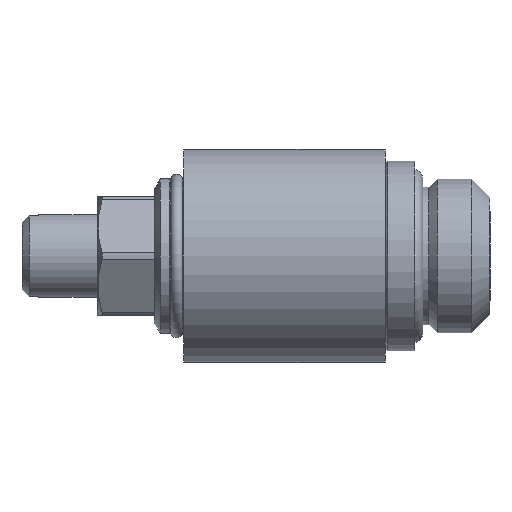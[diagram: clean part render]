
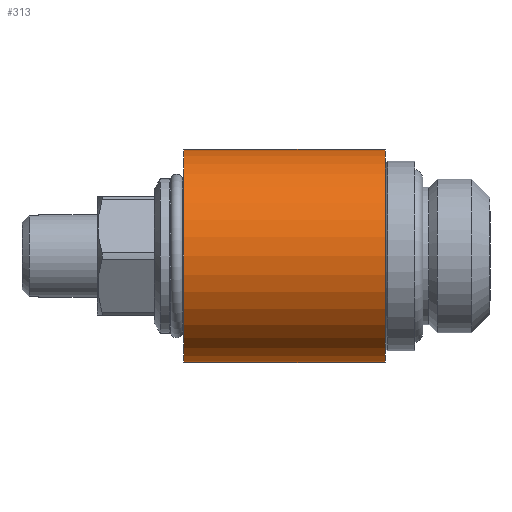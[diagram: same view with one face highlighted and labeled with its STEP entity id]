
A CAD part, left-side view. The second image highlights one B-rep face of the part: STEP entity #313.
In plain terms, the highlighted cylindrical face has radius 9 mm (diameter 18 mm), a full revolution.
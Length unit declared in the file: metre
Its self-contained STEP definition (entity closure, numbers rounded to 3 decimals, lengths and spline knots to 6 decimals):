
#313 = ADVANCED_FACE( 'NONE', ( #636, #637, #638 ), #639, .T. );
#636 = FACE_OUTER_BOUND( '', #1708, .T. );
#637 = FACE_OUTER_BOUND( '', #1709, .T. );
#638 = FACE_BOUND( '', #1710, .T. );
#639 = CYLINDRICAL_SURFACE( '', #1711, 0.009 );
#1708 = EDGE_LOOP( '', ( #2319 ) );
#1709 = EDGE_LOOP( '', ( #2320 ) );
#1710 = EDGE_LOOP( '', ( #2321, #2322 ) );
#1711 = AXIS2_PLACEMENT_3D( '', #2323, #2324, #2325 );
#2319 = ORIENTED_EDGE( '', *, *, #2490, .T. );
#2320 = ORIENTED_EDGE( '', *, *, #2520, .T. );
#2321 = ORIENTED_EDGE( '', *, *, #2362, .T. );
#2322 = ORIENTED_EDGE( '', *, *, #2518, .T. );
#2323 = CARTESIAN_POINT( '', ( 0., 0.032286, 0. ) );
#2324 = DIRECTION( '', ( 0., 1., 0. ) );
#2325 = DIRECTION( '', ( 0., 0., 1. ) );
#2362 = EDGE_CURVE( 'NONE', #2608, #2610, #2612, .T. );
#2490 = EDGE_CURVE( 'NONE', #2809, #2809, #2810, .T. );
#2518 = EDGE_CURVE( 'NONE', #2610, #2608, #2843, .T. );
#2520 = EDGE_CURVE( 'NONE', #2845, #2845, #2846, .T. );
#2608 = VERTEX_POINT( 'NONE', #3086 );
#2610 = VERTEX_POINT( 'NONE', #3094 );
#2612 = B_SPLINE_CURVE_WITH_KNOTS( '', 3, ( #3102, #3103, #3104, #3105, #3106, #3107, #3108, #3109, #3110, #3111, #3112, #3113, #3114, #3115, #3116, #3117, #3118, #3119, #3120, #3121, #3122, #3123, #3124, #3125, #3126, #3127 ), .UNSPECIFIED., .F., .F., ( 4, 1, 1, 1, 1, 1, 1, 1, 1, 1, 1, 1, 1, 1, 1, 1, 1, 1, 1, 1, 1, 1, 1, 4 ), ( 0., 0.016655, 0.032599, 0.047864, 0.062489, 0.093706, 0.124968, 0.186812, 0.249972, 0.31196, 0.374979, 0.438108, 0.499985, 0.563046, 0.624989, 0.686896, 0.749993, 0.811871, 0.875, 0.906497, 0.937494, 0.953422, 0.968754, 1. ), .UNSPECIFIED. );
#2809 = VERTEX_POINT( '', #3565 );
#2810 = CIRCLE( '', #3566, 0.009 );
#2843 = B_SPLINE_CURVE_WITH_KNOTS( '', 3, ( #3637, #3638, #3639, #3640, #3641, #3642, #3643, #3644, #3645, #3646, #3647, #3648, #3649, #3650, #3651, #3652, #3653, #3654, #3655, #3656, #3657, #3658, #3659, #3660, #3661, #3662 ), .UNSPECIFIED., .F., .F., ( 4, 1, 1, 1, 1, 1, 1, 1, 1, 1, 1, 1, 1, 1, 1, 1, 1, 1, 1, 1, 1, 1, 1, 4 ), ( 0., 0.016656, 0.032601, 0.047866, 0.062489, 0.093707, 0.124968, 0.186812, 0.249971, 0.311954, 0.374979, 0.438108, 0.499985, 0.563047, 0.624989, 0.686892, 0.749993, 0.81187, 0.875, 0.906498, 0.937494, 0.953423, 0.968754, 1. ), .UNSPECIFIED. );
#2845 = VERTEX_POINT( '', #3664 );
#2846 = CIRCLE( '', #3665, 0.009 );
#3086 = CARTESIAN_POINT( '', ( 0.007853, 0.016838, 0.004396 ) );
#3094 = CARTESIAN_POINT( '', ( 0.007856, 0.020573, -0.004392 ) );
#3102 = CARTESIAN_POINT( '', ( 0.007853, 0.016838, 0.004396 ) );
#3103 = CARTESIAN_POINT( '', ( 0.007837, 0.016918, 0.004425 ) );
#3104 = CARTESIAN_POINT( '', ( 0.007806, 0.017075, 0.00448 ) );
#3105 = CARTESIAN_POINT( '', ( 0.007765, 0.017309, 0.00455 ) );
#3106 = CARTESIAN_POINT( '', ( 0.00773, 0.017537, 0.004609 ) );
#3107 = CARTESIAN_POINT( '', ( 0.007692, 0.017845, 0.004672 ) );
#3108 = CARTESIAN_POINT( '', ( 0.00766, 0.018241, 0.004725 ) );
#3109 = CARTESIAN_POINT( '', ( 0.007644, 0.018886, 0.004751 ) );
#3110 = CARTESIAN_POINT( '', ( 0.007692, 0.019698, 0.004673 ) );
#3111 = CARTESIAN_POINT( '', ( 0.007852, 0.020622, 0.004404 ) );
#3112 = CARTESIAN_POINT( '', ( 0.00808, 0.021476, 0.003977 ) );
#3113 = CARTESIAN_POINT( '', ( 0.008343, 0.022224, 0.0034 ) );
#3114 = CARTESIAN_POINT( '', ( 0.0086, 0.022854, 0.002694 ) );
#3115 = CARTESIAN_POINT( '', ( 0.00882, 0.023332, 0.001865 ) );
#3116 = CARTESIAN_POINT( '', ( 0.008967, 0.023636, 0.000948 ) );
#3117 = CARTESIAN_POINT( '', ( 0.009018, 0.023734, -0.000024 ) );
#3118 = CARTESIAN_POINT( '', ( 0.008962, 0.023626, -0.000995 ) );
#3119 = CARTESIAN_POINT( '', ( 0.00881, 0.023312, -0.001908 ) );
#3120 = CARTESIAN_POINT( '', ( 0.008588, 0.022826, -0.002732 ) );
#3121 = CARTESIAN_POINT( '', ( 0.008373, 0.022296, -0.003315 ) );
#3122 = CARTESIAN_POINT( '', ( 0.008199, 0.021813, -0.003717 ) );
#3123 = CARTESIAN_POINT( '', ( 0.008094, 0.021488, -0.003938 ) );
#3124 = CARTESIAN_POINT( '', ( 0.008014, 0.021218, -0.004096 ) );
#3125 = CARTESIAN_POINT( '', ( 0.007938, 0.020939, -0.004242 ) );
#3126 = CARTESIAN_POINT( '', ( 0.007889, 0.02072, -0.004332 ) );
#3127 = CARTESIAN_POINT( '', ( 0.007856, 0.020573, -0.004392 ) );
#3565 = CARTESIAN_POINT( '', ( 0., 0.0092, 0.009 ) );
#3566 = AXIS2_PLACEMENT_3D( '', #3892, #3893, #3894 );
#3637 = CARTESIAN_POINT( '', ( 0.007856, 0.020573, -0.004392 ) );
#3638 = CARTESIAN_POINT( '', ( 0.00784, 0.020493, -0.004421 ) );
#3639 = CARTESIAN_POINT( '', ( 0.007808, 0.020336, -0.004477 ) );
#3640 = CARTESIAN_POINT( '', ( 0.007767, 0.020102, -0.004547 ) );
#3641 = CARTESIAN_POINT( '', ( 0.007732, 0.019874, -0.004606 ) );
#3642 = CARTESIAN_POINT( '', ( 0.007693, 0.019565, -0.00467 ) );
#3643 = CARTESIAN_POINT( '', ( 0.007661, 0.019169, -0.004724 ) );
#3644 = CARTESIAN_POINT( '', ( 0.007644, 0.018523, -0.004751 ) );
#3645 = CARTESIAN_POINT( '', ( 0.007691, 0.01771, -0.004675 ) );
#3646 = CARTESIAN_POINT( '', ( 0.007851, 0.016784, -0.004406 ) );
#3647 = CARTESIAN_POINT( '', ( 0.008079, 0.015928, -0.00398 ) );
#3648 = CARTESIAN_POINT( '', ( 0.008342, 0.015178, -0.003403 ) );
#3649 = CARTESIAN_POINT( '', ( 0.0086, 0.014547, -0.002695 ) );
#3650 = CARTESIAN_POINT( '', ( 0.00882, 0.014068, -0.001865 ) );
#3651 = CARTESIAN_POINT( '', ( 0.008967, 0.013764, -0.000946 ) );
#3652 = CARTESIAN_POINT( '', ( 0.009018, 0.013666, 0.000027 ) );
#3653 = CARTESIAN_POINT( '', ( 0.008961, 0.013775, 0.001 ) );
#3654 = CARTESIAN_POINT( '', ( 0.008809, 0.014091, 0.001914 ) );
#3655 = CARTESIAN_POINT( '', ( 0.008586, 0.014578, 0.002738 ) );
#3656 = CARTESIAN_POINT( '', ( 0.00837, 0.01511, 0.003321 ) );
#3657 = CARTESIAN_POINT( '', ( 0.008196, 0.015594, 0.003722 ) );
#3658 = CARTESIAN_POINT( '', ( 0.008091, 0.015921, 0.003944 ) );
#3659 = CARTESIAN_POINT( '', ( 0.008012, 0.016192, 0.004101 ) );
#3660 = CARTESIAN_POINT( '', ( 0.007936, 0.016472, 0.004247 ) );
#3661 = CARTESIAN_POINT( '', ( 0.007886, 0.016691, 0.004336 ) );
#3662 = CARTESIAN_POINT( '', ( 0.007853, 0.016838, 0.004396 ) );
#3664 = CARTESIAN_POINT( '', ( 0., 0.0262, 0.009 ) );
#3665 = AXIS2_PLACEMENT_3D( '', #3921, #3922, #3923 );
#3892 = CARTESIAN_POINT( '', ( 0., 0.0092, 0. ) );
#3893 = DIRECTION( '', ( 0., 1., 0. ) );
#3894 = DIRECTION( '', ( 0., 0., 1. ) );
#3921 = CARTESIAN_POINT( '', ( 0., 0.0262, 0. ) );
#3922 = DIRECTION( '', ( 0., -1., 0. ) );
#3923 = DIRECTION( '', ( 0., 0., 1. ) );
